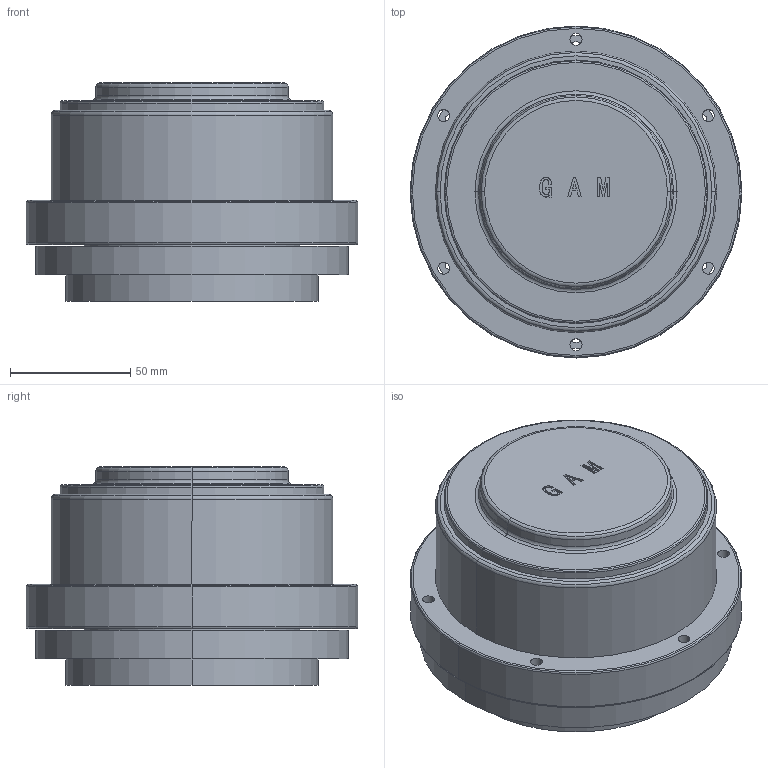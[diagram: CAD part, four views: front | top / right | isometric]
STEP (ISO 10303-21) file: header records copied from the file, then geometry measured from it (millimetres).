
FILE_DESCRIPTION((''),'2;1');
FILE_NAME('00','2022-06-10T14:03:03',('Administrator'),(''),'CREO PARAMETRIC BY PTC INC, 2019010','CREO PARAMETRIC BY PTC INC, 2019010','');
FILE_SCHEMA(('CONFIG_CONTROL_DESIGN'));
Length unit declared in the file: millimetre
Products named in the file (1): 00
Bounding box: 138 x 138 x 91 mm (x, y, z)
Volume: 972963.7 mm3; surface area: 83110.6 mm2
Topology: 1 solids, 1 shells, 158 faces, 418 edges, 259 vertices
Faces by surface type: plane 54, cylinder 51, torus 24, cone 21, extrusion 8
Entity records: 5334 total; most frequent: CARTESIAN_POINT 1335, DIRECTION 852, ORIENTED_EDGE 796, EDGE_CURVE 398, AXIS2_PLACEMENT_3D 324, VERTEX_POINT 259, VECTOR 204, EDGE_LOOP 199
